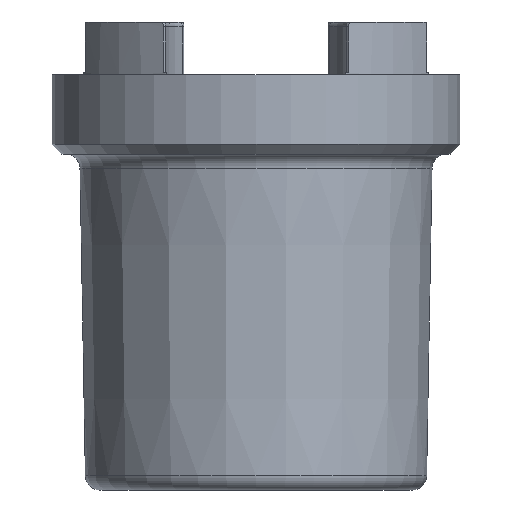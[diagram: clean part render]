
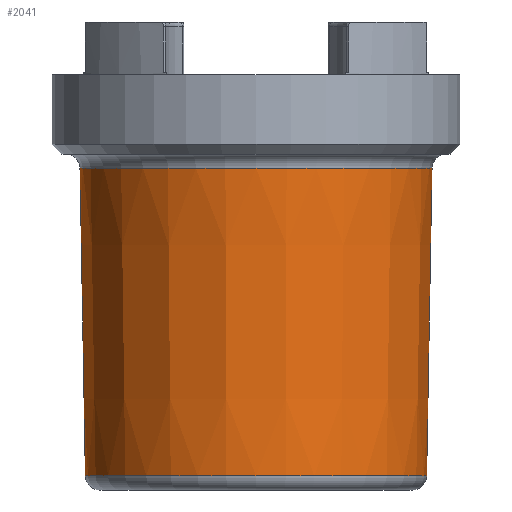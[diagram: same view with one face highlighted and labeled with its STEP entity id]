
A CAD part, front view. The second image highlights one B-rep face of the part: STEP entity #2041.
In plain terms, the highlighted conical face has half-angle 1 degrees and reference radius 36.111 mm.
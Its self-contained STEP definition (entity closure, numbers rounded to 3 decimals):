
#90=FACE_BOUND('',#308,.T.);
#116=CONICAL_SURFACE('',#2293,36.111,0.017);
#173=FACE_OUTER_BOUND('',#307,.T.);
#307=EDGE_LOOP('',(#1593,#1594,#1595,#1596,#1597,#1598));
#308=EDGE_LOOP('',(#1599,#1600));
#493=CIRCLE('',#2290,35.551);
#494=CIRCLE('',#2291,35.551);
#496=CIRCLE('',#2294,36.67);
#497=CIRCLE('',#2295,36.67);
#630=LINE('',#4035,#684);
#684=VECTOR('',#2802,36.111);
#701=B_SPLINE_CURVE_WITH_KNOTS('',3,(#3137,#3138,#3139,#3140),
 .UNSPECIFIED.,.F.,.F.,(4,4),(0.,0.001),.UNSPECIFIED.);
#702=B_SPLINE_CURVE_WITH_KNOTS('',3,(#3141,#3142,#3143,#3144,#3145,#3146,
#3147,#3148,#3149,#3150,#3151,#3152,#3153,#3154,#3155,#3156,#3157,#3158,
#3159,#3160,#3161,#3162,#3163,#3164,#3165,#3166,#3167,#3168,#3169,#3170,
#3171,#3172,#3173,#3174),.UNSPECIFIED.,.F.,.F.,(4,2,2,2,2,2,2,2,2,2,2,2,
2,2,2,2,4),(0.001,0.125,0.251,0.376,
0.502,0.627,0.753,0.878,
1.004,1.129,1.254,1.379,1.504,
1.629,1.754,1.879,2.004),
 .UNSPECIFIED.);
#767=VERTEX_POINT('',#3135);
#768=VERTEX_POINT('',#3136);
#904=VERTEX_POINT('',#4027);
#905=VERTEX_POINT('',#4029);
#906=VERTEX_POINT('',#4034);
#907=VERTEX_POINT('',#4036);
#968=EDGE_CURVE('',#767,#768,#701,.T.);
#969=EDGE_CURVE('',#768,#767,#702,.T.);
#1156=EDGE_CURVE('',#904,#905,#493,.T.);
#1157=EDGE_CURVE('',#905,#904,#494,.T.);
#1159=EDGE_CURVE('',#904,#906,#630,.T.);
#1160=EDGE_CURVE('',#907,#906,#496,.T.);
#1161=EDGE_CURVE('',#906,#907,#497,.T.);
#1593=ORIENTED_EDGE('',*,*,#1157,.F.);
#1594=ORIENTED_EDGE('',*,*,#1156,.F.);
#1595=ORIENTED_EDGE('',*,*,#1159,.T.);
#1596=ORIENTED_EDGE('',*,*,#1160,.F.);
#1597=ORIENTED_EDGE('',*,*,#1161,.F.);
#1598=ORIENTED_EDGE('',*,*,#1159,.F.);
#1599=ORIENTED_EDGE('',*,*,#968,.T.);
#1600=ORIENTED_EDGE('',*,*,#969,.T.);
#2041=ADVANCED_FACE('',(#173,#90),#116,.T.);
#2290=AXIS2_PLACEMENT_3D('',#4030,#2794,#2795);
#2291=AXIS2_PLACEMENT_3D('',#4031,#2796,#2797);
#2293=AXIS2_PLACEMENT_3D('',#4033,#2800,#2801);
#2294=AXIS2_PLACEMENT_3D('',#4037,#2803,#2804);
#2295=AXIS2_PLACEMENT_3D('',#4038,#2805,#2806);
#2794=DIRECTION('center_axis',(0.,0.,-1.));
#2795=DIRECTION('ref_axis',(1.,0.,0.));
#2796=DIRECTION('center_axis',(0.,0.,-1.));
#2797=DIRECTION('ref_axis',(1.,0.,0.));
#2800=DIRECTION('center_axis',(0.,0.,1.));
#2801=DIRECTION('ref_axis',(-1.,0.,0.));
#2802=DIRECTION('',(0.017,0.,1.));
#2803=DIRECTION('center_axis',(0.,0.,1.));
#2804=DIRECTION('ref_axis',(1.,0.,0.));
#2805=DIRECTION('center_axis',(0.,0.,1.));
#2806=DIRECTION('ref_axis',(1.,0.,0.));
#3135=CARTESIAN_POINT('',(3.323,36.019,38.495));
#3136=CARTESIAN_POINT('',(3.324,36.019,38.5));
#3137=CARTESIAN_POINT('Ctrl Pts',(3.323,36.019,38.495));
#3138=CARTESIAN_POINT('Ctrl Pts',(3.323,36.019,38.496));
#3139=CARTESIAN_POINT('Ctrl Pts',(3.324,36.019,38.498));
#3140=CARTESIAN_POINT('Ctrl Pts',(3.324,36.019,38.5));
#3141=CARTESIAN_POINT('Ctrl Pts',(3.324,36.019,38.5));
#3142=CARTESIAN_POINT('Ctrl Pts',(3.323,36.026,38.917));
#3143=CARTESIAN_POINT('Ctrl Pts',(3.24,36.042,39.36));
#3144=CARTESIAN_POINT('Ctrl Pts',(2.903,36.085,40.179));
#3145=CARTESIAN_POINT('Ctrl Pts',(2.647,36.112,40.553));
#3146=CARTESIAN_POINT('Ctrl Pts',(2.057,36.161,41.144));
#3147=CARTESIAN_POINT('Ctrl Pts',(1.683,36.186,41.4));
#3148=CARTESIAN_POINT('Ctrl Pts',(0.864,36.221,41.74));
#3149=CARTESIAN_POINT('Ctrl Pts',(0.418,36.23,41.824));
#3150=CARTESIAN_POINT('Ctrl Pts',(-0.418,36.23,41.824));
#3151=CARTESIAN_POINT('Ctrl Pts',(-0.864,36.221,41.74));
#3152=CARTESIAN_POINT('Ctrl Pts',(-1.683,36.186,41.4));
#3153=CARTESIAN_POINT('Ctrl Pts',(-2.057,36.161,41.144));
#3154=CARTESIAN_POINT('Ctrl Pts',(-2.647,36.112,40.553));
#3155=CARTESIAN_POINT('Ctrl Pts',(-2.903,36.085,40.179));
#3156=CARTESIAN_POINT('Ctrl Pts',(-3.241,36.042,39.359));
#3157=CARTESIAN_POINT('Ctrl Pts',(-3.324,36.026,38.913));
#3158=CARTESIAN_POINT('Ctrl Pts',(-3.323,36.012,38.078));
#3159=CARTESIAN_POINT('Ctrl Pts',(-3.239,36.012,37.633));
#3160=CARTESIAN_POINT('Ctrl Pts',(-2.899,36.027,36.816));
#3161=CARTESIAN_POINT('Ctrl Pts',(-2.643,36.041,36.443));
#3162=CARTESIAN_POINT('Ctrl Pts',(-2.054,36.069,35.854));
#3163=CARTESIAN_POINT('Ctrl Pts',(-1.68,36.085,35.598));
#3164=CARTESIAN_POINT('Ctrl Pts',(-0.862,36.107,35.26));
#3165=CARTESIAN_POINT('Ctrl Pts',(-0.417,36.114,35.177));
#3166=CARTESIAN_POINT('Ctrl Pts',(0.417,36.114,35.177));
#3167=CARTESIAN_POINT('Ctrl Pts',(0.862,36.107,35.26));
#3168=CARTESIAN_POINT('Ctrl Pts',(1.68,36.085,35.598));
#3169=CARTESIAN_POINT('Ctrl Pts',(2.054,36.069,35.854));
#3170=CARTESIAN_POINT('Ctrl Pts',(2.643,36.041,36.443));
#3171=CARTESIAN_POINT('Ctrl Pts',(2.899,36.027,36.816));
#3172=CARTESIAN_POINT('Ctrl Pts',(3.239,36.012,37.633));
#3173=CARTESIAN_POINT('Ctrl Pts',(3.323,36.012,38.078));
#3174=CARTESIAN_POINT('Ctrl Pts',(3.323,36.019,38.495));
#4027=CARTESIAN_POINT('',(35.551,0.,2.948));
#4029=CARTESIAN_POINT('',(-35.551,0.,2.948));
#4030=CARTESIAN_POINT('Origin',(0.,0.,2.948));
#4031=CARTESIAN_POINT('Origin',(0.,0.,2.948));
#4033=CARTESIAN_POINT('Origin',(0.,0.,35.));
#4034=CARTESIAN_POINT('',(36.67,0.,67.052));
#4035=CARTESIAN_POINT('',(36.111,0.,35.));
#4036=CARTESIAN_POINT('',(-36.67,0.,67.052));
#4037=CARTESIAN_POINT('Origin',(0.,0.,67.052));
#4038=CARTESIAN_POINT('Origin',(0.,0.,67.052));
